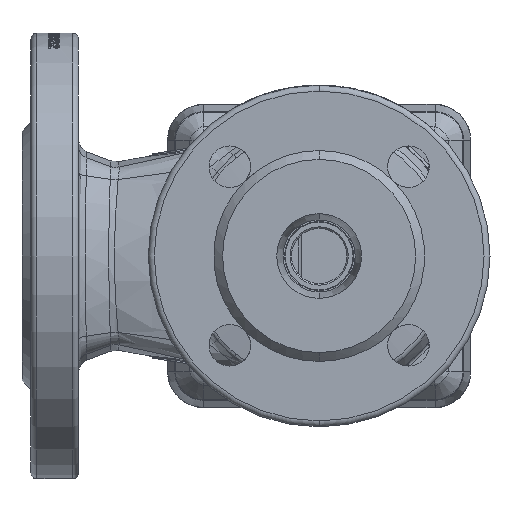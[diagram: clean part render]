
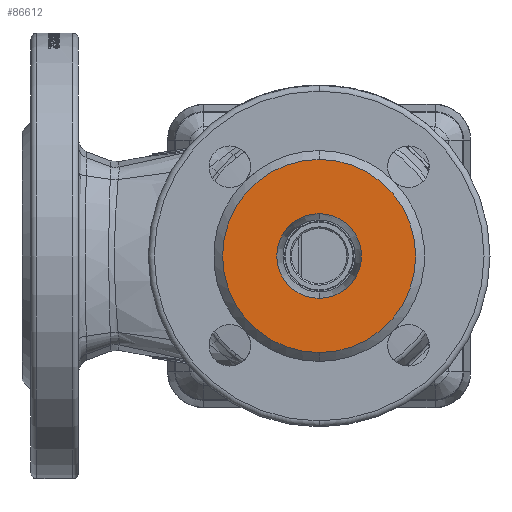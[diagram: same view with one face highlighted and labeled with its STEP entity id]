
A CAD part, front view. The second image highlights one B-rep face of the part: STEP entity #86612.
In plain terms, the highlighted planar face has unit normal (0, -1, 0).
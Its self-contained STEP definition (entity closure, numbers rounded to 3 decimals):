
#7240 = ORIENTED_EDGE ( 'NONE', *, *, #176781, .T. ) ;
#9543 = CIRCLE ( 'NONE', #47134, 14.25 ) ;
#21393 = ORIENTED_EDGE ( 'NONE', *, *, #80573, .F. ) ;
#22008 = DIRECTION ( 'NONE',  ( 0., 1., 0. ) ) ;
#32071 = CIRCLE ( 'NONE', #165144, 14.25 ) ;
#34753 = PLANE ( 'NONE',  #107028 ) ;
#37575 = CARTESIAN_POINT ( 'NONE',  ( 0., -105., 14.25 ) ) ;
#38139 = VERTEX_POINT ( 'NONE', #37575 ) ;
#38481 = EDGE_LOOP ( 'NONE', ( #7240, #165506 ) ) ;
#45211 = DIRECTION ( 'NONE',  ( 0., 0., -1. ) ) ;
#47134 = AXIS2_PLACEMENT_3D ( 'NONE', #146897, #22008, #91693 ) ;
#51285 = CARTESIAN_POINT ( 'NONE',  ( 0., -105., 32.5 ) ) ;
#54027 = VERTEX_POINT ( 'NONE', #51285 ) ;
#57030 = VERTEX_POINT ( 'NONE', #158157 ) ;
#58923 = VERTEX_POINT ( 'NONE', #85500 ) ;
#60620 = AXIS2_PLACEMENT_3D ( 'NONE', #111038, #156187, #166155 ) ;
#65081 = AXIS2_PLACEMENT_3D ( 'NONE', #126695, #114036, #45211 ) ;
#80573 = EDGE_CURVE ( 'NONE', #58923, #54027, #166087, .T. ) ;
#80858 = ORIENTED_EDGE ( 'NONE', *, *, #151243, .F. ) ;
#82665 = DIRECTION ( 'NONE',  ( 0., -1., 0. ) ) ;
#83093 = CARTESIAN_POINT ( 'NONE',  ( 0., -105., 0. ) ) ;
#85500 = CARTESIAN_POINT ( 'NONE',  ( 0., -105., -32.5 ) ) ;
#86612 = ADVANCED_FACE ( 'NONE', ( #174067, #119899 ), #34753, .T. ) ;
#91693 = DIRECTION ( 'NONE',  ( 0., 0., -1. ) ) ;
#93558 = CARTESIAN_POINT ( 'NONE',  ( 0., -105., 0. ) ) ;
#98442 = EDGE_CURVE ( 'NONE', #57030, #38139, #9543, .T. ) ;
#106685 = DIRECTION ( 'NONE',  ( 0., 0., -1. ) ) ;
#107028 = AXIS2_PLACEMENT_3D ( 'NONE', #93558, #82665, #178551 ) ;
#109671 = CIRCLE ( 'NONE', #60620, 32.5 ) ;
#111038 = CARTESIAN_POINT ( 'NONE',  ( 0., -105., 0. ) ) ;
#114036 = DIRECTION ( 'NONE',  ( 0., 1., 0. ) ) ;
#119899 = FACE_BOUND ( 'NONE', #38481, .T. ) ;
#126695 = CARTESIAN_POINT ( 'NONE',  ( 0., -105., 0. ) ) ;
#146897 = CARTESIAN_POINT ( 'NONE',  ( 0., -105., 0. ) ) ;
#150995 = DIRECTION ( 'NONE',  ( 0., 1., 0. ) ) ;
#151243 = EDGE_CURVE ( 'NONE', #54027, #58923, #109671, .T. ) ;
#156187 = DIRECTION ( 'NONE',  ( 0., 1., 0. ) ) ;
#158157 = CARTESIAN_POINT ( 'NONE',  ( 0., -105., -14.25 ) ) ;
#165144 = AXIS2_PLACEMENT_3D ( 'NONE', #83093, #150995, #106685 ) ;
#165506 = ORIENTED_EDGE ( 'NONE', *, *, #98442, .T. ) ;
#166087 = CIRCLE ( 'NONE', #65081, 32.5 ) ;
#166155 = DIRECTION ( 'NONE',  ( 0., 0., -1. ) ) ;
#169940 = EDGE_LOOP ( 'NONE', ( #80858, #21393 ) ) ;
#174067 = FACE_OUTER_BOUND ( 'NONE', #169940, .T. ) ;
#176781 = EDGE_CURVE ( 'NONE', #38139, #57030, #32071, .T. ) ;
#178551 = DIRECTION ( 'NONE',  ( 0., 0., -1. ) ) ;
